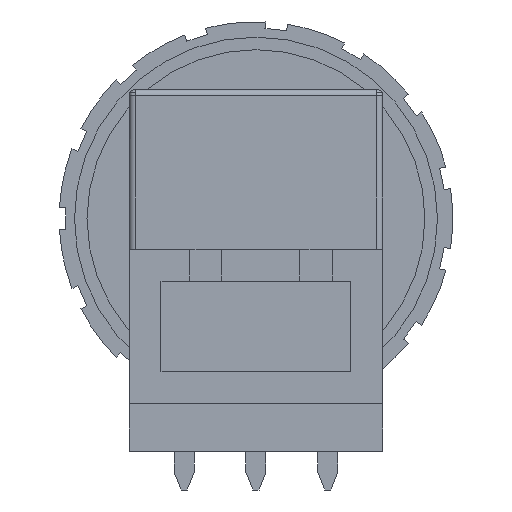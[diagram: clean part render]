
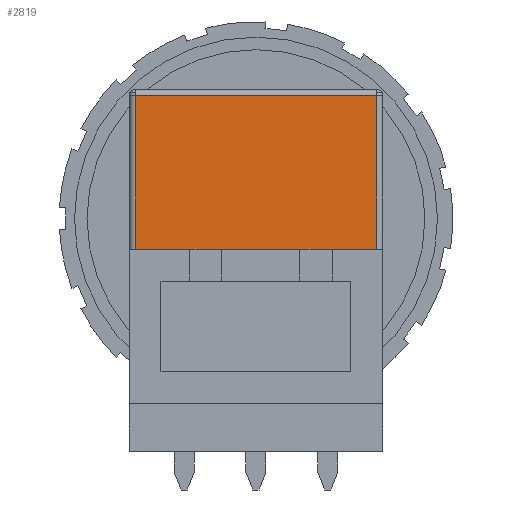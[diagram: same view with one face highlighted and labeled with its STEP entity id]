
A CAD part, left-side view. The second image highlights one B-rep face of the part: STEP entity #2819.
In plain terms, the highlighted planar face has unit normal (-1, 0, 0).
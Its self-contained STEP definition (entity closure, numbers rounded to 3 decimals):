
#116 = DIRECTION ( 'NONE',  ( 0., -1., 0. ) ) ;
#120 = CARTESIAN_POINT ( 'NONE',  ( -24.939, 0.235, 4.412 ) ) ;
#217 = PLANE ( 'NONE',  #3716 ) ;
#696 = EDGE_CURVE ( 'NONE', #2998, #1638, #3401, .T. ) ;
#706 = LINE ( 'NONE', #120, #6900 ) ;
#771 = LINE ( 'NONE', #8512, #5648 ) ;
#869 = DIRECTION ( 'NONE',  ( 0., 1., 0. ) ) ;
#997 = LINE ( 'NONE', #7867, #4758 ) ;
#1129 = ORIENTED_EDGE ( 'NONE', *, *, #6895, .T. ) ;
#1273 = DIRECTION ( 'NONE',  ( 0., 0., 1. ) ) ;
#1357 = FACE_OUTER_BOUND ( 'NONE', #3940, .T. ) ;
#1638 = VERTEX_POINT ( 'NONE', #7223 ) ;
#2221 = DIRECTION ( 'NONE',  ( 0., 0., -1. ) ) ;
#2819 = ADVANCED_FACE ( 'NONE', ( #1357 ), #217, .T. ) ;
#2998 = VERTEX_POINT ( 'NONE', #5869 ) ;
#3289 = EDGE_CURVE ( 'NONE', #1638, #7866, #706, .T. ) ;
#3309 = CARTESIAN_POINT ( 'NONE',  ( -24.939, 0.235, 15.727 ) ) ;
#3343 = VERTEX_POINT ( 'NONE', #5634 ) ;
#3401 = LINE ( 'NONE', #8265, #6745 ) ;
#3690 = DIRECTION ( 'NONE',  ( -1., 0., 0. ) ) ;
#3716 = AXIS2_PLACEMENT_3D ( 'NONE', #6191, #3690, #1273 ) ;
#3940 = EDGE_LOOP ( 'NONE', ( #1129, #6755, #5697, #6722 ) ) ;
#4185 = EDGE_CURVE ( 'NONE', #3343, #2998, #997, .T. ) ;
#4758 = VECTOR ( 'NONE', #2221, 1000. ) ;
#5634 = CARTESIAN_POINT ( 'NONE',  ( -24.939, 9.305, 15.727 ) ) ;
#5648 = VECTOR ( 'NONE', #869, 1000. ) ;
#5697 = ORIENTED_EDGE ( 'NONE', *, *, #696, .T. ) ;
#5869 = CARTESIAN_POINT ( 'NONE',  ( -24.939, 9.305, 4.397 ) ) ;
#6191 = CARTESIAN_POINT ( 'NONE',  ( -24.939, 0., 4.412 ) ) ;
#6722 = ORIENTED_EDGE ( 'NONE', *, *, #3289, .T. ) ;
#6745 = VECTOR ( 'NONE', #116, 1000. ) ;
#6755 = ORIENTED_EDGE ( 'NONE', *, *, #4185, .T. ) ;
#6895 = EDGE_CURVE ( 'NONE', #7866, #3343, #771, .T. ) ;
#6900 = VECTOR ( 'NONE', #8479, 1000. ) ;
#7223 = CARTESIAN_POINT ( 'NONE',  ( -24.939, 0.235, 4.397 ) ) ;
#7866 = VERTEX_POINT ( 'NONE', #3309 ) ;
#7867 = CARTESIAN_POINT ( 'NONE',  ( -24.939, 9.305, 4.412 ) ) ;
#8265 = CARTESIAN_POINT ( 'NONE',  ( -24.939, 0., 4.397 ) ) ;
#8479 = DIRECTION ( 'NONE',  ( 0., 0., 1. ) ) ;
#8512 = CARTESIAN_POINT ( 'NONE',  ( -24.939, 0., 15.727 ) ) ;
